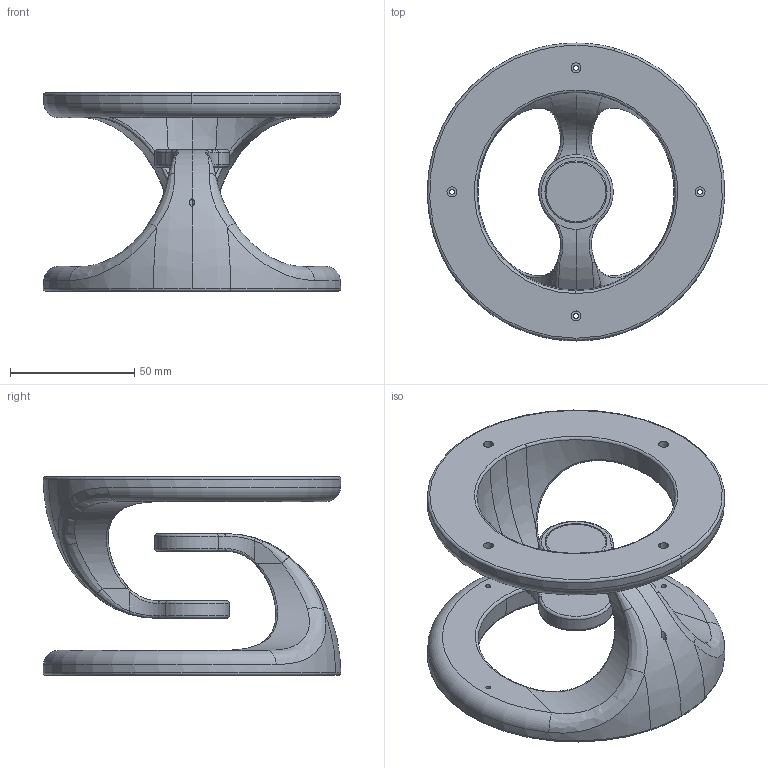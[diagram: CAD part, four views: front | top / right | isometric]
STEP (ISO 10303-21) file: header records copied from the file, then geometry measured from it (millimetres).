
FILE_DESCRIPTION(('CATIA V5 STEP Exchange'),'2;1');
FILE_NAME('Coso magico.stp','2023-01-21T17:27:10+00:00',('none'),('none'),'CATIA Version 5-6 Release 2016 SP4','CATIA V5 STEP AP203','none');
FILE_SCHEMA(('CONFIG_CONTROL_DESIGN'));
Length unit declared in the file: millimetre
Products named in the file (1): Coso magico
Assembly tree (4 placements, depth 2):
  Coso magico
    #57  x2
    #261  x2
Bounding box: 119.86 x 119.99 x 80 mm (x, y, z)
Volume: 185007.8 mm3; surface area: 51848 mm2
Topology: 4 solids, 4 shells, 178 faces, 462 edges, 298 vertices
Faces by surface type: cylinder 68, bspline 36, torus 32, plane 26, revolution 16
Entity records: 4662 total; most frequent: CARTESIAN_POINT 2652, ORIENTED_EDGE 462, DIRECTION 266, EDGE_CURVE 231, AXIS2_PLACEMENT_3D 165, VERTEX_POINT 149, CIRCLE 110, EDGE_LOOP 102
